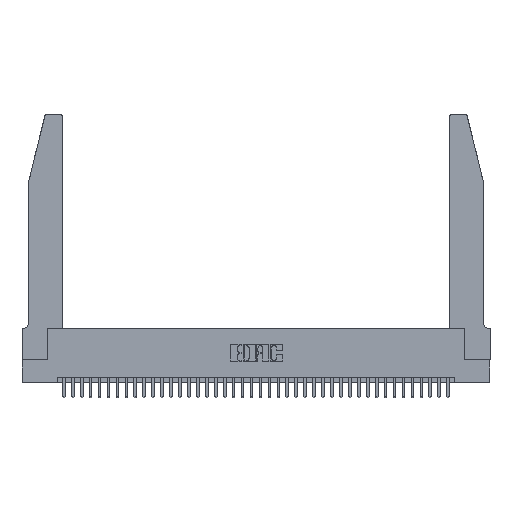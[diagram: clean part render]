
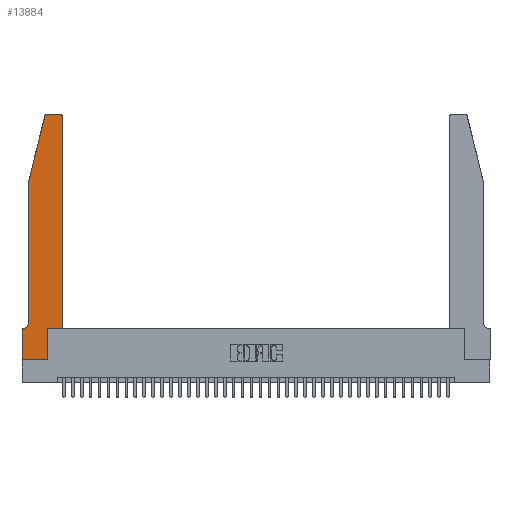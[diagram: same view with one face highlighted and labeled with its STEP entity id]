
A CAD part, top view. The second image highlights one B-rep face of the part: STEP entity #13884.
In plain terms, the highlighted planar face has unit normal (0, 0, 1).
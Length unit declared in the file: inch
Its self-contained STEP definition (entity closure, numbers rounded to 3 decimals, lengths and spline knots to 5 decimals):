
#1475 = DIRECTION ( 'NONE',  ( 0., 0., 1. ) ) ;
#1920 = EDGE_CURVE ( 'NONE', #26087, #19987, #20521, .T. ) ;
#3330 = LINE ( 'NONE', #31992, #26490 ) ;
#3771 = VERTEX_POINT ( 'NONE', #15360 ) ;
#4629 = VECTOR ( 'NONE', #29070, 39.37008 ) ;
#5793 = EDGE_CURVE ( 'NONE', #14984, #11068, #38173, .T. ) ;
#6047 = DIRECTION ( 'NONE',  ( 0., 0., 1. ) ) ;
#6275 = ORIENTED_EDGE ( 'NONE', *, *, #17831, .T. ) ;
#6624 = VERTEX_POINT ( 'NONE', #13729 ) ;
#6865 = CARTESIAN_POINT ( 'NONE',  ( 0.284, 2.75, 0.37 ) ) ;
#7253 = VECTOR ( 'NONE', #19184, 39.37008 ) ;
#7631 = EDGE_CURVE ( 'NONE', #22222, #23131, #31022, .T. ) ;
#7845 = CARTESIAN_POINT ( 'NONE',  ( 0.0755, 0.42, 0.37 ) ) ;
#7951 = CARTESIAN_POINT ( 'NONE',  ( 0.0055, 0.42, 0.37 ) ) ;
#7952 = CARTESIAN_POINT ( 'NONE',  ( 0.4505, 0.35, 0.37 ) ) ;
#8317 = EDGE_CURVE ( 'NONE', #6624, #29500, #14420, .T. ) ;
#8468 = CARTESIAN_POINT ( 'NONE',  ( 0.0755, 2., 0.37 ) ) ;
#8769 = VERTEX_POINT ( 'NONE', #32824 ) ;
#8984 = ORIENTED_EDGE ( 'NONE', *, *, #10340, .T. ) ;
#10340 = EDGE_CURVE ( 'NONE', #29500, #22222, #31323, .T. ) ;
#10855 = CARTESIAN_POINT ( 'NONE',  ( 0.0055, 0.35, 0.37 ) ) ;
#10963 = DIRECTION ( 'NONE',  ( -1., 0., 0. ) ) ;
#11068 = VERTEX_POINT ( 'NONE', #10855 ) ;
#11893 = EDGE_CURVE ( 'NONE', #11068, #3771, #35053, .T. ) ;
#11912 = CARTESIAN_POINT ( 'NONE',  ( 0.4505, 0.35, 0.37 ) ) ;
#12115 = ORIENTED_EDGE ( 'NONE', *, *, #28328, .T. ) ;
#12680 = CARTESIAN_POINT ( 'NONE',  ( 0., 0., 0.37 ) ) ;
#12726 = ORIENTED_EDGE ( 'NONE', *, *, #28174, .T. ) ;
#12908 = AXIS2_PLACEMENT_3D ( 'NONE', #19566, #1475, #22619 ) ;
#12973 = ORIENTED_EDGE ( 'NONE', *, *, #13133, .T. ) ;
#13133 = EDGE_CURVE ( 'NONE', #18354, #26087, #3330, .T. ) ;
#13621 = VERTEX_POINT ( 'NONE', #34449 ) ;
#13729 = CARTESIAN_POINT ( 'NONE',  ( 0., 0., 0.37 ) ) ;
#13884 = ADVANCED_FACE ( 'NONE', ( #16968 ), #14777, .T. ) ;
#14018 = VECTOR ( 'NONE', #35918, 39.37008 ) ;
#14036 = CARTESIAN_POINT ( 'NONE',  ( 0., 0., 0.37 ) ) ;
#14204 = CIRCLE ( 'NONE', #33505, 0.03 ) ;
#14420 = LINE ( 'NONE', #12680, #22428 ) ;
#14721 = LINE ( 'NONE', #14036, #37808 ) ;
#14777 = PLANE ( 'NONE',  #31671 ) ;
#14984 = VERTEX_POINT ( 'NONE', #7845 ) ;
#15360 = CARTESIAN_POINT ( 'NONE',  ( 0., 0.35, 0.37 ) ) ;
#15936 = CARTESIAN_POINT ( 'NONE',  ( 0.2865, 0.35, 0.37 ) ) ;
#16223 = CARTESIAN_POINT ( 'NONE',  ( 0.25487, 2.72718, 0.37 ) ) ;
#16968 = FACE_OUTER_BOUND ( 'NONE', #22576, .T. ) ;
#17047 = DIRECTION ( 'NONE',  ( 0., -1., 0. ) ) ;
#17150 = CARTESIAN_POINT ( 'NONE',  ( 0.0755, 2., 0.37 ) ) ;
#17526 = DIRECTION ( 'NONE',  ( -1., 0., 0. ) ) ;
#17831 = EDGE_CURVE ( 'NONE', #8769, #18354, #14204, .T. ) ;
#18188 = ORIENTED_EDGE ( 'NONE', *, *, #25745, .T. ) ;
#18354 = VERTEX_POINT ( 'NONE', #35335 ) ;
#18448 = LINE ( 'NONE', #8468, #33570 ) ;
#19020 = CARTESIAN_POINT ( 'NONE',  ( 0.2865, 0.35, 0.37 ) ) ;
#19184 = DIRECTION ( 'NONE',  ( 0., 1., 0. ) ) ;
#19493 = EDGE_CURVE ( 'NONE', #23131, #8769, #35780, .T. ) ;
#19566 = CARTESIAN_POINT ( 'NONE',  ( 0.284, 2.72, 0.37 ) ) ;
#19987 = VERTEX_POINT ( 'NONE', #16223 ) ;
#20521 = CIRCLE ( 'NONE', #12908, 0.03 ) ;
#20804 = DIRECTION ( 'NONE',  ( 1., 0., 0. ) ) ;
#21536 = AXIS2_PLACEMENT_3D ( 'NONE', #7951, #29068, #10963 ) ;
#21918 = ORIENTED_EDGE ( 'NONE', *, *, #7631, .T. ) ;
#22222 = VERTEX_POINT ( 'NONE', #19020 ) ;
#22373 = ORIENTED_EDGE ( 'NONE', *, *, #11893, .T. ) ;
#22428 = VECTOR ( 'NONE', #30763, 39.37008 ) ;
#22576 = EDGE_LOOP ( 'NONE', ( #12973, #25321, #12115, #18188, #25591, #22373, #12726, #29290, #8984, #21918, #33395, #6275 ) ) ;
#22619 = DIRECTION ( 'NONE',  ( 1., 0., 0. ) ) ;
#23131 = VERTEX_POINT ( 'NONE', #24036 ) ;
#24036 = CARTESIAN_POINT ( 'NONE',  ( 0.4505, 0.35, 0.37 ) ) ;
#24107 = CARTESIAN_POINT ( 'NONE',  ( 0.4205, 2.72, 0.37 ) ) ;
#25321 = ORIENTED_EDGE ( 'NONE', *, *, #1920, .T. ) ;
#25591 = ORIENTED_EDGE ( 'NONE', *, *, #5793, .T. ) ;
#25745 = EDGE_CURVE ( 'NONE', #13621, #14984, #33795, .T. ) ;
#26087 = VERTEX_POINT ( 'NONE', #6865 ) ;
#26490 = VECTOR ( 'NONE', #38014, 39.37008 ) ;
#26656 = CARTESIAN_POINT ( 'NONE',  ( 0.0755, 0.35, 0.37 ) ) ;
#26753 = VECTOR ( 'NONE', #38220, 39.37008 ) ;
#27063 = VECTOR ( 'NONE', #17526, 39.37008 ) ;
#27164 = DIRECTION ( 'NONE',  ( 1., 0., 0. ) ) ;
#28174 = EDGE_CURVE ( 'NONE', #3771, #6624, #14721, .T. ) ;
#28328 = EDGE_CURVE ( 'NONE', #19987, #13621, #18448, .T. ) ;
#29068 = DIRECTION ( 'NONE',  ( 0., 0., -1. ) ) ;
#29070 = DIRECTION ( 'NONE',  ( 0., 1., 0. ) ) ;
#29290 = ORIENTED_EDGE ( 'NONE', *, *, #8317, .T. ) ;
#29500 = VERTEX_POINT ( 'NONE', #32405 ) ;
#30763 = DIRECTION ( 'NONE',  ( 1., 0., 0. ) ) ;
#31022 = LINE ( 'NONE', #11912, #14018 ) ;
#31323 = LINE ( 'NONE', #15936, #7253 ) ;
#31671 = AXIS2_PLACEMENT_3D ( 'NONE', #35877, #38867, #20804 ) ;
#31992 = CARTESIAN_POINT ( 'NONE',  ( 0.2605, 2.75, 0.37 ) ) ;
#32405 = CARTESIAN_POINT ( 'NONE',  ( 0.2865, 0., 0.37 ) ) ;
#32824 = CARTESIAN_POINT ( 'NONE',  ( 0.4505, 2.72, 0.37 ) ) ;
#33395 = ORIENTED_EDGE ( 'NONE', *, *, #19493, .T. ) ;
#33505 = AXIS2_PLACEMENT_3D ( 'NONE', #24107, #6047, #27164 ) ;
#33570 = VECTOR ( 'NONE', #38632, 39.37008 ) ;
#33795 = LINE ( 'NONE', #17150, #26753 ) ;
#34449 = CARTESIAN_POINT ( 'NONE',  ( 0.0755, 2., 0.37 ) ) ;
#35053 = LINE ( 'NONE', #26656, #27063 ) ;
#35335 = CARTESIAN_POINT ( 'NONE',  ( 0.4205, 2.75, 0.37 ) ) ;
#35780 = LINE ( 'NONE', #7952, #4629 ) ;
#35877 = CARTESIAN_POINT ( 'NONE',  ( 0., 0.35, 0.37 ) ) ;
#35918 = DIRECTION ( 'NONE',  ( 1., 0., 0. ) ) ;
#37808 = VECTOR ( 'NONE', #17047, 39.37008 ) ;
#38014 = DIRECTION ( 'NONE',  ( -1., 0., 0. ) ) ;
#38173 = CIRCLE ( 'NONE', #21536, 0.07 ) ;
#38220 = DIRECTION ( 'NONE',  ( 0., -1., 0. ) ) ;
#38632 = DIRECTION ( 'NONE',  ( -0.239, -0.971, 0. ) ) ;
#38867 = DIRECTION ( 'NONE',  ( 0., 0., 1. ) ) ;
